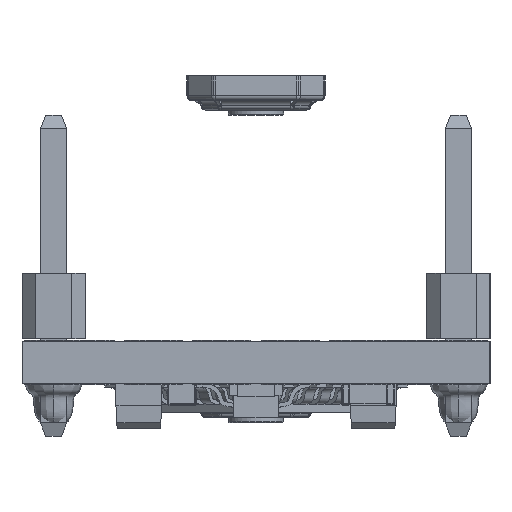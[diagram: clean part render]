
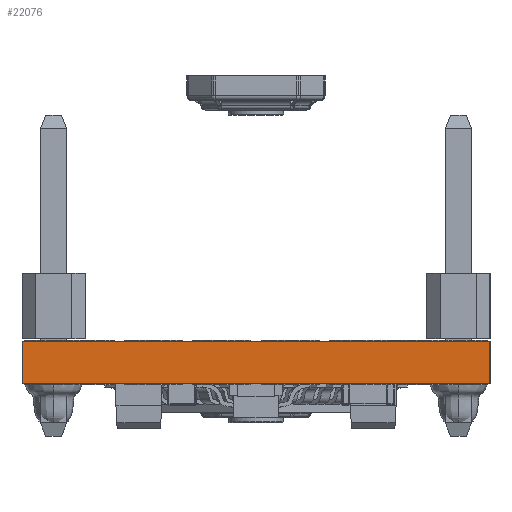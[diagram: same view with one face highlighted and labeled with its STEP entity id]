
A CAD part, left-side view. The second image highlights one B-rep face of the part: STEP entity #22076.
In plain terms, the highlighted planar face has unit normal (-1, 0, 0).
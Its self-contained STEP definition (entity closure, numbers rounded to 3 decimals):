
#21779=CARTESIAN_POINT('',(-19.804,-8.88,-17.1));
#21780=VERTEX_POINT('',#21779);
#21797=CARTESIAN_POINT('',(-19.804,8.92,-17.1));
#21798=VERTEX_POINT('',#21797);
#21805=CARTESIAN_POINT('',(-19.804,8.92,-17.1));
#21806=DIRECTION('',(-0.,-1.,0.));
#21807=VECTOR('',#21806,17.8);
#21808=LINE('',#21805,#21807);
#21809=EDGE_CURVE('',#21798,#21780,#21808,.T.);
#21963=CARTESIAN_POINT('',(-19.804,-8.88,-18.7));
#21964=VERTEX_POINT('',#21963);
#21973=CARTESIAN_POINT('',(-19.804,8.92,-18.7));
#21974=VERTEX_POINT('',#21973);
#21975=CARTESIAN_POINT('',(-19.804,8.92,-18.7));
#21976=DIRECTION('',(-0.,-1.,-0.));
#21977=VECTOR('',#21976,17.8);
#21978=LINE('',#21975,#21977);
#21979=EDGE_CURVE('',#21974,#21964,#21978,.T.);
#22012=CARTESIAN_POINT('',(-19.804,-8.88,-18.7));
#22013=DIRECTION('',(0.,-0.,1.));
#22014=VECTOR('',#22013,1.6);
#22015=LINE('',#22012,#22014);
#22016=EDGE_CURVE('',#21964,#21780,#22015,.T.);
#22053=CARTESIAN_POINT('',(-19.804,8.92,-18.7));
#22054=DIRECTION('',(0.,-0.,1.));
#22055=VECTOR('',#22054,1.6);
#22056=LINE('',#22053,#22055);
#22057=EDGE_CURVE('',#21974,#21798,#22056,.T.);
#22065=CARTESIAN_POINT('',(-19.804,8.92,-18.7));
#22066=DIRECTION('',(-1.,0.,0.));
#22067=DIRECTION('',(0.,1.,-0.));
#22068=AXIS2_PLACEMENT_3D('',#22065,#22066,#22067);
#22069=PLANE('',#22068);
#22070=ORIENTED_EDGE('',*,*,#21979,.T.);
#22071=ORIENTED_EDGE('',*,*,#22016,.T.);
#22072=ORIENTED_EDGE('',*,*,#21809,.F.);
#22073=ORIENTED_EDGE('',*,*,#22057,.F.);
#22074=EDGE_LOOP('',(#22070,#22071,#22072,#22073));
#22075=FACE_BOUND('',#22074,.T.);
#22076=ADVANCED_FACE('NONE',(#22075),#22069,.T.);
